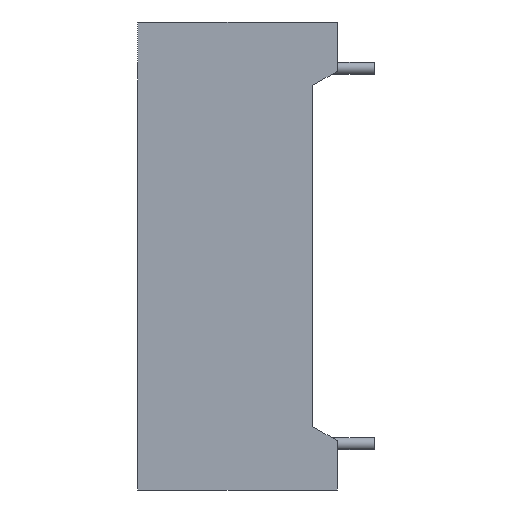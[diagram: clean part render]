
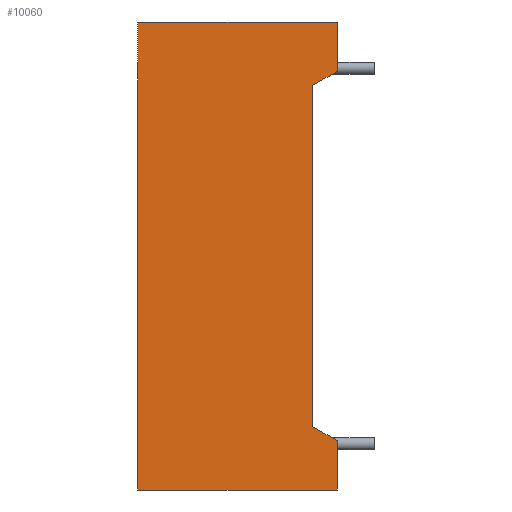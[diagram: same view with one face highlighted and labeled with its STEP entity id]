
A CAD part, left-side view. The second image highlights one B-rep face of the part: STEP entity #10060.
In plain terms, the highlighted planar face has unit normal (-1, 0, 0).
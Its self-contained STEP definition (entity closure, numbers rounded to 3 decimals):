
#346 = CARTESIAN_POINT ( 'NONE',  ( -25.15, 8.1, -9.5 ) ) ;
#356 = VECTOR ( 'NONE', #7172, 1000. ) ;
#362 = EDGE_CURVE ( 'NONE', #4347, #9192, #7142, .T. ) ;
#844 = CARTESIAN_POINT ( 'NONE',  ( -25.15, 0., -7.5 ) ) ;
#964 = CARTESIAN_POINT ( 'NONE',  ( -25.15, 1., 6.923 ) ) ;
#1255 = FACE_OUTER_BOUND ( 'NONE', #3005, .T. ) ;
#1471 = VERTEX_POINT ( 'NONE', #9079 ) ;
#1488 = VERTEX_POINT ( 'NONE', #9942 ) ;
#1578 = VECTOR ( 'NONE', #7700, 1000. ) ;
#1649 = AXIS2_PLACEMENT_3D ( 'NONE', #7536, #7647, #3143 ) ;
#1924 = VERTEX_POINT ( 'NONE', #9272 ) ;
#2275 = VECTOR ( 'NONE', #4048, 1000. ) ;
#2440 = DIRECTION ( 'NONE',  ( 0., -1., 0. ) ) ;
#2636 = LINE ( 'NONE', #11384, #5320 ) ;
#2650 = ORIENTED_EDGE ( 'NONE', *, *, #8293, .T. ) ;
#2915 = VECTOR ( 'NONE', #4350, 1000. ) ;
#2995 = EDGE_CURVE ( 'NONE', #9192, #1471, #10588, .T. ) ;
#3005 = EDGE_LOOP ( 'NONE', ( #2650, #3335, #5567, #7914, #3889, #11374, #8838, #8514 ) ) ;
#3101 = VECTOR ( 'NONE', #8174, 1000. ) ;
#3111 = CARTESIAN_POINT ( 'NONE',  ( -25.15, 0., -9.5 ) ) ;
#3143 = DIRECTION ( 'NONE',  ( 0., 0., -1. ) ) ;
#3323 = VECTOR ( 'NONE', #8303, 1000. ) ;
#3335 = ORIENTED_EDGE ( 'NONE', *, *, #9992, .T. ) ;
#3889 = ORIENTED_EDGE ( 'NONE', *, *, #10401, .F. ) ;
#4048 = DIRECTION ( 'NONE',  ( 0., 0., 1. ) ) ;
#4179 = LINE ( 'NONE', #4937, #1578 ) ;
#4347 = VERTEX_POINT ( 'NONE', #7387 ) ;
#4350 = DIRECTION ( 'NONE',  ( 0., 0.866, 0.5 ) ) ;
#4663 = LINE ( 'NONE', #10774, #356 ) ;
#4818 = VERTEX_POINT ( 'NONE', #964 ) ;
#4937 = CARTESIAN_POINT ( 'NONE',  ( -25.15, 1., 6.923 ) ) ;
#5320 = VECTOR ( 'NONE', #6144, 1000. ) ;
#5399 = PLANE ( 'NONE',  #1649 ) ;
#5567 = ORIENTED_EDGE ( 'NONE', *, *, #10336, .T. ) ;
#6144 = DIRECTION ( 'NONE',  ( 0., 0., 1. ) ) ;
#6905 = EDGE_CURVE ( 'NONE', #10534, #4347, #7404, .T. ) ;
#7066 = VERTEX_POINT ( 'NONE', #7156 ) ;
#7142 = LINE ( 'NONE', #3111, #2275 ) ;
#7156 = CARTESIAN_POINT ( 'NONE',  ( -25.15, 0., 7.5 ) ) ;
#7172 = DIRECTION ( 'NONE',  ( 0., -0.866, 0.5 ) ) ;
#7387 = CARTESIAN_POINT ( 'NONE',  ( -25.15, 0., -9.5 ) ) ;
#7404 = LINE ( 'NONE', #346, #3323 ) ;
#7536 = CARTESIAN_POINT ( 'NONE',  ( -25.15, 8.1, -9.5 ) ) ;
#7647 = DIRECTION ( 'NONE',  ( 1., 0., 0. ) ) ;
#7676 = CARTESIAN_POINT ( 'NONE',  ( -25.15, 8.1, 9.5 ) ) ;
#7700 = DIRECTION ( 'NONE',  ( 0., 0., 1. ) ) ;
#7914 = ORIENTED_EDGE ( 'NONE', *, *, #11246, .F. ) ;
#8054 = CARTESIAN_POINT ( 'NONE',  ( -25.15, 0., -7.5 ) ) ;
#8174 = DIRECTION ( 'NONE',  ( 0., 0., 1. ) ) ;
#8293 = EDGE_CURVE ( 'NONE', #1471, #4818, #4179, .T. ) ;
#8303 = DIRECTION ( 'NONE',  ( 0., -1., 0. ) ) ;
#8514 = ORIENTED_EDGE ( 'NONE', *, *, #2995, .T. ) ;
#8838 = ORIENTED_EDGE ( 'NONE', *, *, #362, .T. ) ;
#9024 = LINE ( 'NONE', #10643, #3101 ) ;
#9079 = CARTESIAN_POINT ( 'NONE',  ( -25.15, 1., -6.923 ) ) ;
#9192 = VERTEX_POINT ( 'NONE', #8054 ) ;
#9272 = CARTESIAN_POINT ( 'NONE',  ( -25.15, 0., 9.5 ) ) ;
#9321 = VECTOR ( 'NONE', #2440, 1000. ) ;
#9411 = LINE ( 'NONE', #7676, #9321 ) ;
#9942 = CARTESIAN_POINT ( 'NONE',  ( -25.15, 8.1, 9.5 ) ) ;
#9992 = EDGE_CURVE ( 'NONE', #4818, #7066, #4663, .T. ) ;
#10060 = ADVANCED_FACE ( 'NONE', ( #1255 ), #5399, .F. ) ;
#10336 = EDGE_CURVE ( 'NONE', #7066, #1924, #2636, .T. ) ;
#10401 = EDGE_CURVE ( 'NONE', #10534, #1488, #9024, .T. ) ;
#10534 = VERTEX_POINT ( 'NONE', #11199 ) ;
#10588 = LINE ( 'NONE', #844, #2915 ) ;
#10643 = CARTESIAN_POINT ( 'NONE',  ( -25.15, 8.1, -9.5 ) ) ;
#10774 = CARTESIAN_POINT ( 'NONE',  ( -25.15, 0., 7.5 ) ) ;
#11199 = CARTESIAN_POINT ( 'NONE',  ( -25.15, 8.1, -9.5 ) ) ;
#11246 = EDGE_CURVE ( 'NONE', #1488, #1924, #9411, .T. ) ;
#11374 = ORIENTED_EDGE ( 'NONE', *, *, #6905, .T. ) ;
#11384 = CARTESIAN_POINT ( 'NONE',  ( -25.15, 0., -9.5 ) ) ;
